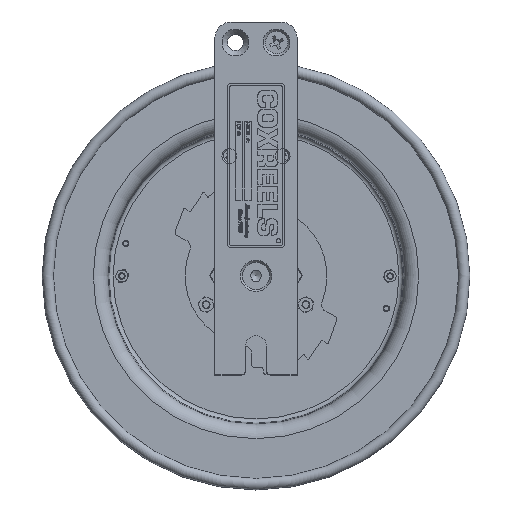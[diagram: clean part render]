
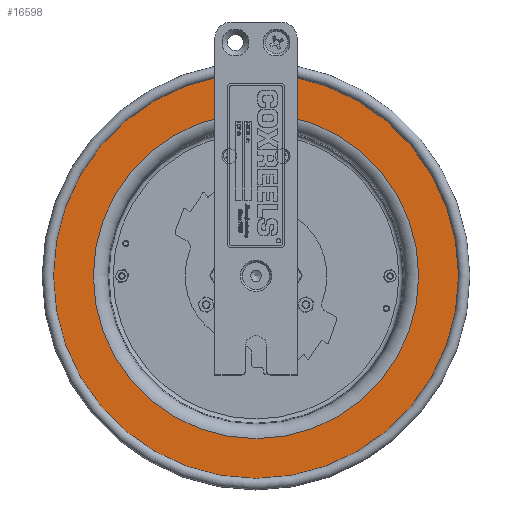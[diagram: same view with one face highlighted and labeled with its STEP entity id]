
A CAD part, top view. The second image highlights one B-rep face of the part: STEP entity #16598.
In plain terms, the highlighted planar face has unit normal (0, 0, 1).
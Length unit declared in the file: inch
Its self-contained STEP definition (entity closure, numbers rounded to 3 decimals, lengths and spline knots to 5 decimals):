
#1211=FACE_BOUND('',#2439,.T.);
#1579=CIRCLE('',#17335,4.94502);
#1580=CIRCLE('',#17337,6.325);
#1949=FACE_OUTER_BOUND('',#2438,.T.);
#2438=EDGE_LOOP('',(#14068));
#2439=EDGE_LOOP('',(#14069));
#7720=VERTEX_POINT('',#25310);
#7721=VERTEX_POINT('',#25313);
#10745=EDGE_CURVE('',#7720,#7720,#1579,.T.);
#10746=EDGE_CURVE('',#7721,#7721,#1580,.T.);
#14068=ORIENTED_EDGE('',*,*,#10746,.F.);
#14069=ORIENTED_EDGE('',*,*,#10745,.T.);
#16003=PLANE('',#17336);
#16598=ADVANCED_FACE('',(#1949,#1211),#16003,.T.);
#17335=AXIS2_PLACEMENT_3D('',#25311,#19562,#19563);
#17336=AXIS2_PLACEMENT_3D('',#25312,#19564,#19565);
#17337=AXIS2_PLACEMENT_3D('',#25314,#19566,#19567);
#19562=DIRECTION('center_axis',(0.,0.,
-1.));
#19563=DIRECTION('ref_axis',(-1.,0.,0.));
#19564=DIRECTION('center_axis',(0.,0.,
1.));
#19565=DIRECTION('ref_axis',(0.,1.,0.));
#19566=DIRECTION('center_axis',(0.,0.,
-1.));
#19567=DIRECTION('ref_axis',(-1.,0.,0.));
#25310=CARTESIAN_POINT('',(-4.94502,-2.38007,-0.655));
#25311=CARTESIAN_POINT('Origin',(0.,-2.38007,
-0.655));
#25312=CARTESIAN_POINT('Origin',(-5.63501,-2.38007,-0.655));
#25313=CARTESIAN_POINT('',(-6.325,-2.38007,-0.655));
#25314=CARTESIAN_POINT('Origin',(0.,-2.38007,
-0.655));
